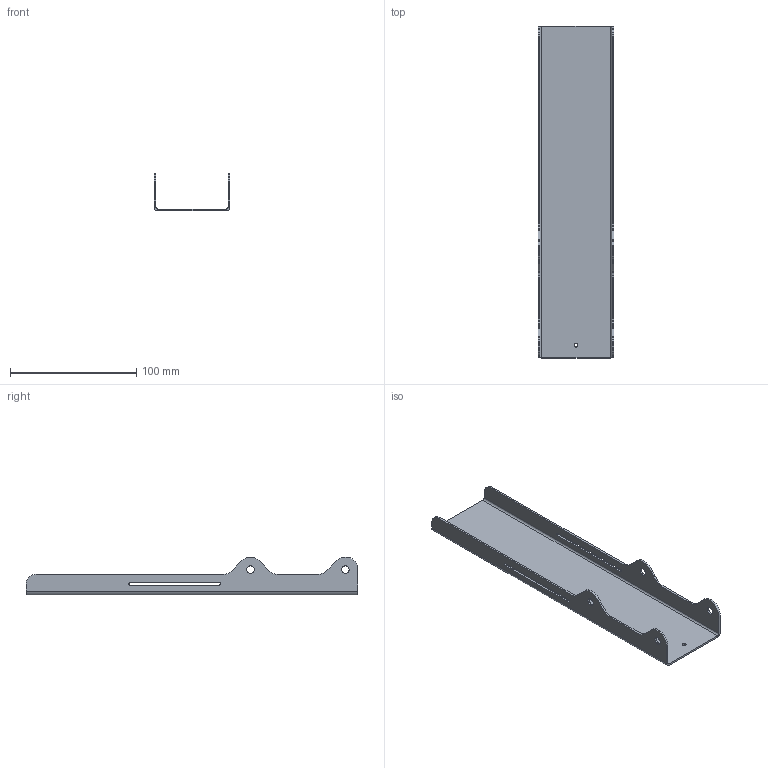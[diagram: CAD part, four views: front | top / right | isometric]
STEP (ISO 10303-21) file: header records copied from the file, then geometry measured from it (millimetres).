
FILE_DESCRIPTION(/* description */ (''),/* implementation_level */ '2;1');
FILE_NAME(/* name */ 'P0003_OB_200326.step',/* time_stamp */ '2020-03-29T16:21:01+02:00',/* author */ (''),/* organization */ (''),/* preprocessor_version */ 'ST-DEVELOPER v18',/* originating_system */ 'Autodesk Translation Framework v8.12.0.6',/* authorisation */ '');
FILE_SCHEMA (('AUTOMOTIVE_DESIGN { 1 0 10303 214 3 1 1 }'));
Length unit declared in the file: millimetre
Products named in the file (1): P0003_OB_200326
Bounding box: 60 x 262.5 x 29.98 mm (x, y, z)
Volume: 35542 mm3; surface area: 49071.2 mm2
Topology: 1 solids, 1 shells, 55 faces, 148 edges, 95 vertices
Faces by surface type: plane 30, cylinder 25
Full cylindrical faces by diameter (mm): 3 x1, 6 x4
Entity records: 1790 total; most frequent: DIRECTION 315, CARTESIAN_POINT 299, ORIENTED_EDGE 296, EDGE_CURVE 148, AXIS2_PLACEMENT_3D 111, VERTEX_POINT 95, LINE 93, VECTOR 93
